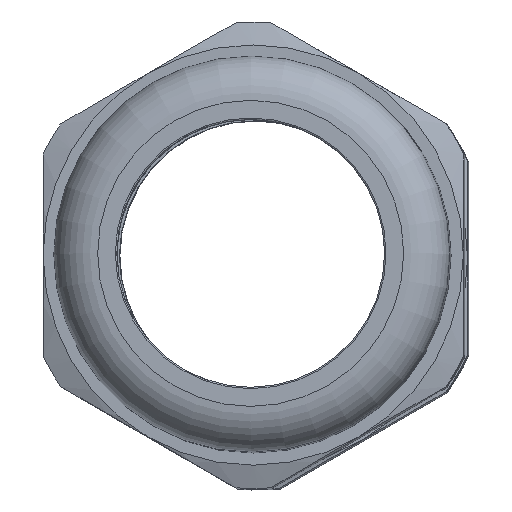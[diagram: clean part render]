
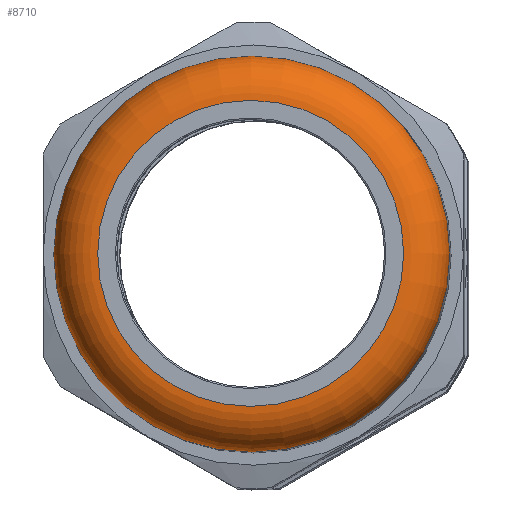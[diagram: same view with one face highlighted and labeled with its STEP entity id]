
A CAD part, left-side view. The second image highlights one B-rep face of the part: STEP entity #8710.
In plain terms, the highlighted toroidal (fillet/blend) face has major radius 21.845 mm and minor radius 6.42 mm.
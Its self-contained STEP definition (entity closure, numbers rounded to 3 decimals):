
#1657=FACE_BOUND('',#2782,.T.);
#2200=FACE_OUTER_BOUND('',#2781,.T.);
#2781=EDGE_LOOP('',(#8083));
#2782=EDGE_LOOP('',(#8084));
#3414=CIRCLE('',#9864,21.845);
#3441=CIRCLE('',#9918,28.265);
#4189=VERTEX_POINT('',#23020);
#4228=VERTEX_POINT('',#23197);
#5453=EDGE_CURVE('',#4189,#4189,#3414,.T.);
#5516=EDGE_CURVE('',#4228,#4228,#3441,.T.);
#8083=ORIENTED_EDGE('',*,*,#5516,.F.);
#8084=ORIENTED_EDGE('',*,*,#5453,.T.);
#8170=TOROIDAL_SURFACE('',#9917,21.845,6.42);
#8710=ADVANCED_FACE('',(#2200,#1657),#8170,.T.);
#9864=AXIS2_PLACEMENT_3D('',#23021,#12560,#12561);
#9917=AXIS2_PLACEMENT_3D('',#23196,#12678,#12679);
#9918=AXIS2_PLACEMENT_3D('',#23198,#12680,#12681);
#12560=DIRECTION('center_axis',(1.,0.,0.));
#12561=DIRECTION('ref_axis',(0.,0.,-1.));
#12678=DIRECTION('center_axis',(1.,0.,0.));
#12679=DIRECTION('ref_axis',(0.,0.,-1.));
#12680=DIRECTION('center_axis',(1.,0.,0.));
#12681=DIRECTION('ref_axis',(0.,0.,-1.));
#23020=CARTESIAN_POINT('',(-29.12,21.845,0.));
#23021=CARTESIAN_POINT('Origin',(-29.12,0.,0.));
#23196=CARTESIAN_POINT('Origin',(-22.7,0.,0.));
#23197=CARTESIAN_POINT('',(-22.7,28.265,0.));
#23198=CARTESIAN_POINT('Origin',(-22.7,0.,0.));
